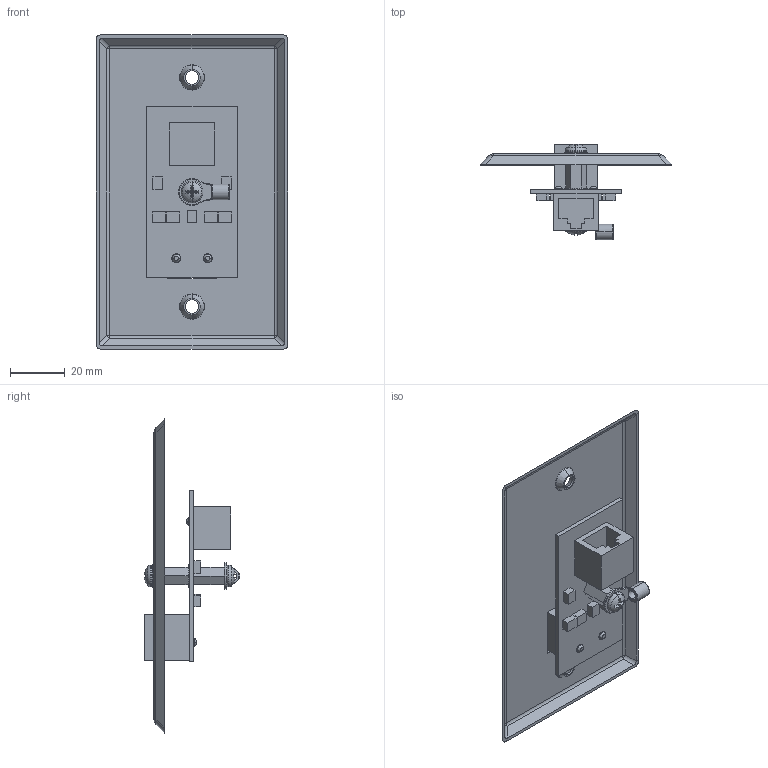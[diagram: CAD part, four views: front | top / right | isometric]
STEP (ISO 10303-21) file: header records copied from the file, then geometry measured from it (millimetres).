
FILE_DESCRIPTION (( 'STEP AP203' ), '1' );
FILE_NAME ('WPCAT5.STEP', '2011-10-24T15:55:26', ( 'x' ), ( 'Microsoft' ), 'SwSTEP 2.0', 'SolidWorks 2010', '' );
FILE_SCHEMA (( 'CONFIG_CONTROL_DESIGN' ));
Length unit declared in the file: inch
Products named in the file (8): 1AJ03-012; 1AJ02-057; WPCAT5; 1AJ02-086; XCT-0005; XFN-0024; 1AG02-025; HYP345
Assembly tree (10 placements, depth 2):
  WPCAT5
    XFN-0024  x2
    XCT-0005
    1AJ03-012  x3
    HYP345
    1AJ02-086
    1AJ02-057
    1AG02-025
Bounding box: 69.86 x 34.71 x 114.3 mm (x, y, z)
Volume: 16527 mm3; surface area: 26730.4 mm2
Topology: 10 solids, 10 shells, 822 faces, 1893 edges, 1105 vertices
Faces by surface type: cone 384, plane 232, cylinder 145, torus 51, sphere 8, bspline 2
Entity records: 18529 total; most frequent: DIRECTION 3249, CARTESIAN_POINT 3217, ORIENTED_EDGE 2830, EDGE_CURVE 1415, AXIS2_PLACEMENT_3D 1231, VERTEX_POINT 815, VECTOR 787, LINE 787
